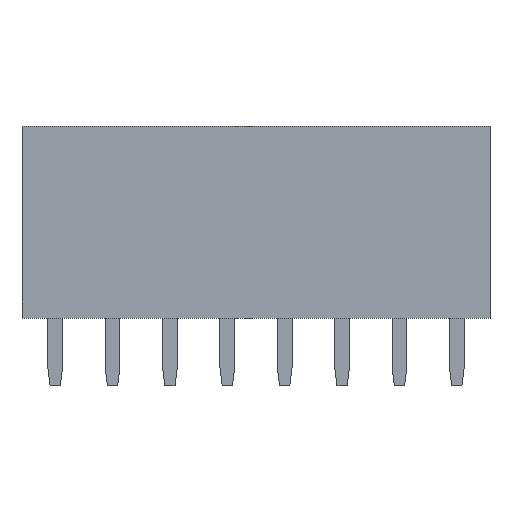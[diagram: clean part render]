
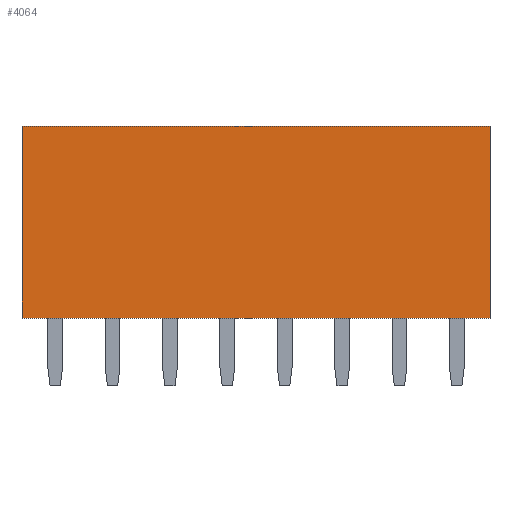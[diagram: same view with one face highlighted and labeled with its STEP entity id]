
A CAD part, top view. The second image highlights one B-rep face of the part: STEP entity #4064.
In plain terms, the highlighted planar face has unit normal (0, 0, 1).
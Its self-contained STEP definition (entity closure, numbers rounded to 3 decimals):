
#1819=DIRECTION('',(1.,0.,0.));
#1820=VECTOR('',#1819,20.72);
#1821=CARTESIAN_POINT('',(-19.25,-8.5,1.25));
#1822=LINE('',#1821,#1820);
#1826=DIRECTION('',(1.,0.,0.));
#1827=VECTOR('',#1826,20.72);
#1828=CARTESIAN_POINT('',(-19.25,0.,1.25));
#1829=LINE('',#1828,#1827);
#1882=DIRECTION('',(0.,-1.,0.));
#1883=VECTOR('',#1882,8.5);
#1884=CARTESIAN_POINT('',(1.47,0.,1.25));
#1885=LINE('',#1884,#1883);
#1910=DIRECTION('',(0.,-1.,0.));
#1911=VECTOR('',#1910,8.5);
#1912=CARTESIAN_POINT('',(-19.25,0.,1.25));
#1913=LINE('',#1912,#1911);
#2174=CARTESIAN_POINT('',(-19.25,0.,1.25));
#2176=VERTEX_POINT('',#2174);
#2177=CARTESIAN_POINT('',(-19.25,-8.5,1.25));
#2178=VERTEX_POINT('',#2177);
#2190=CARTESIAN_POINT('',(1.47,0.,1.25));
#2192=VERTEX_POINT('',#2190);
#2193=CARTESIAN_POINT('',(1.47,-8.5,1.25));
#2194=VERTEX_POINT('',#2193);
#4051=CARTESIAN_POINT('',(-1.27,0.,1.25));
#4052=DIRECTION('',(0.,0.,1.));
#4053=DIRECTION('',(1.,0.,0.));
#4054=AXIS2_PLACEMENT_3D('',#4051,#4052,#4053);
#4055=PLANE('',#4054);
#4056=ORIENTED_EDGE('',*,*,#2334,.T.);
#4058=ORIENTED_EDGE('',*,*,#4057,.T.);
#4059=ORIENTED_EDGE('',*,*,#4025,.F.);
#4061=ORIENTED_EDGE('',*,*,#4060,.F.);
#4062=EDGE_LOOP('',(#4056,#4058,#4059,#4061));
#4063=FACE_OUTER_BOUND('',#4062,.F.);
#4064=ADVANCED_FACE('',(#4063),#4055,.T.);
#2334=EDGE_CURVE('',#2176,#2192,#1829,.T.);
#4025=EDGE_CURVE('',#2178,#2194,#1822,.T.);
#4057=EDGE_CURVE('',#2192,#2194,#1885,.T.);
#4060=EDGE_CURVE('',#2176,#2178,#1913,.T.);
